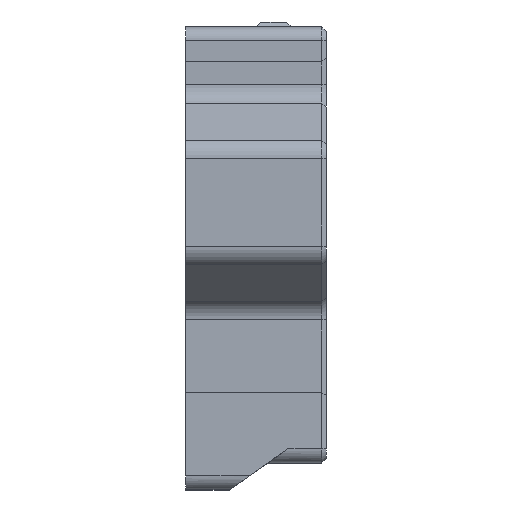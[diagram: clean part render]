
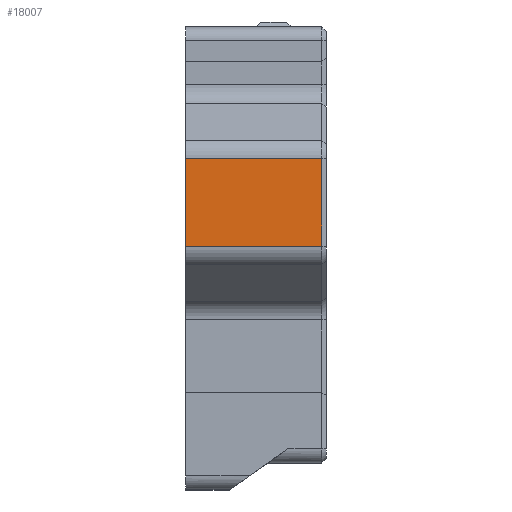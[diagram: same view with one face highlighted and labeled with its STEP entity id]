
A CAD part, front view. The second image highlights one B-rep face of the part: STEP entity #18007.
In plain terms, the highlighted planar face has unit normal (0, -1, 0).
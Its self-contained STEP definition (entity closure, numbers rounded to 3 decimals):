
#1538=FACE_OUTER_BOUND('',#2626,.T.);
#2626=EDGE_LOOP('',(#12891,#12892,#12893,#12894));
#4034=LINE('',#27533,#5830);
#4251=LINE('',#29134,#6047);
#4252=LINE('',#29138,#6048);
#4253=LINE('',#29139,#6049);
#5830=VECTOR('',#21683,1000.);
#6047=VECTOR('',#22262,1000.);
#6048=VECTOR('',#22267,1000.);
#6049=VECTOR('',#22268,1000.);
#7856=VERTEX_POINT('',#27530);
#7857=VERTEX_POINT('',#27532);
#8238=VERTEX_POINT('',#29133);
#8239=VERTEX_POINT('',#29137);
#9582=EDGE_CURVE('',#7856,#7857,#4034,.T.);
#10006=EDGE_CURVE('',#8238,#7857,#4251,.T.);
#10008=EDGE_CURVE('',#8239,#7856,#4252,.T.);
#10009=EDGE_CURVE('',#8239,#8238,#4253,.T.);
#12891=ORIENTED_EDGE('',*,*,#10008,.F.);
#12892=ORIENTED_EDGE('',*,*,#10009,.T.);
#12893=ORIENTED_EDGE('',*,*,#10006,.T.);
#12894=ORIENTED_EDGE('',*,*,#9582,.F.);
#17451=PLANE('',#19434);
#18007=ADVANCED_FACE('',(#1538),#17451,.T.);
#19434=AXIS2_PLACEMENT_3D('',#29136,#22265,#22266);
#21683=DIRECTION('',(0.,0.,1.));
#22262=DIRECTION('',(-1.,0.,0.));
#22265=DIRECTION('center_axis',(0.,-1.,0.));
#22266=DIRECTION('ref_axis',(0.,0.,1.));
#22267=DIRECTION('',(-1.,0.,0.));
#22268=DIRECTION('',(0.,0.,1.));
#27530=CARTESIAN_POINT('',(-114.998,-95.765,30.489));
#27532=CARTESIAN_POINT('',(-114.998,-95.765,37.965));
#27533=CARTESIAN_POINT('',(-114.998,-95.765,124.191));
#29133=CARTESIAN_POINT('',(-103.398,-95.765,37.965));
#29134=CARTESIAN_POINT('',(-102.998,-95.765,37.965));
#29136=CARTESIAN_POINT('Origin',(-102.998,-95.765,124.191));
#29137=CARTESIAN_POINT('',(-103.398,-95.765,30.489));
#29138=CARTESIAN_POINT('',(-102.998,-95.765,30.489));
#29139=CARTESIAN_POINT('',(-103.398,-95.765,37.965));
